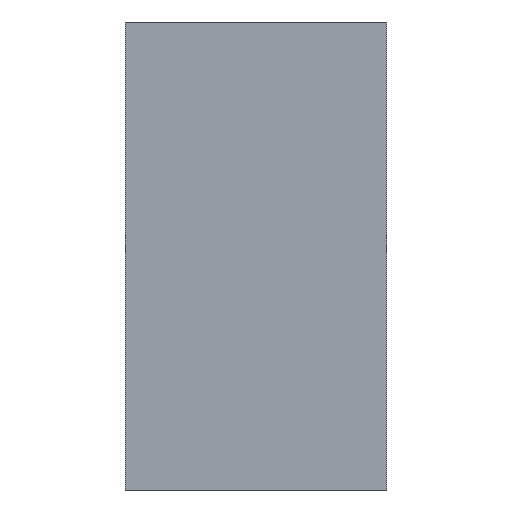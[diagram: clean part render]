
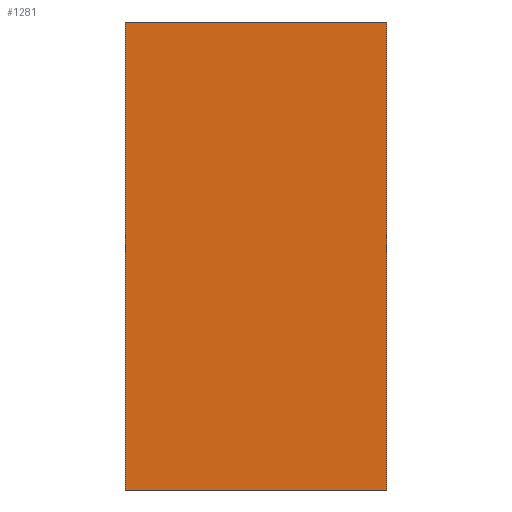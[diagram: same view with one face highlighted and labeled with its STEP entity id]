
A CAD part, front view. The second image highlights one B-rep face of the part: STEP entity #1281.
In plain terms, the highlighted planar face has unit normal (0, -1, 0).
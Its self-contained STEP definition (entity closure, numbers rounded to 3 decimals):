
#1281=ADVANCED_FACE('',(#1512),#1513,.F.);
#1512=FACE_OUTER_BOUND('',#1960,.T.);
#1513=PLANE('',#1961);
#1960=EDGE_LOOP('',(#7124,#7125,#7126,#7127));
#1961=AXIS2_PLACEMENT_3D('',#7128,#7129,#7130);
#7124=ORIENTED_EDGE('',*,*,#8708,.T.);
#7125=ORIENTED_EDGE('',*,*,#8705,.F.);
#7126=ORIENTED_EDGE('',*,*,#8709,.F.);
#7127=ORIENTED_EDGE('',*,*,#8703,.F.);
#7128=CARTESIAN_POINT('',(0.0,-47.5,0.0));
#7129=DIRECTION('',(0.0,1.0,-0.0));
#7130=DIRECTION('',(-0.0,0.0,1.0));
#8703=EDGE_CURVE('',#9223,#9218,#9225,.T.);
#8705=EDGE_CURVE('',#9227,#9229,#9230,.T.);
#8708=EDGE_CURVE('',#9223,#9229,#9234,.T.);
#8709=EDGE_CURVE('',#9218,#9227,#9235,.T.);
#9218=VERTEX_POINT('',#10080);
#9223=VERTEX_POINT('',#10087);
#9225=LINE('',#10090,#10091);
#9227=VERTEX_POINT('',#10093);
#9229=VERTEX_POINT('',#10096);
#9230=LINE('',#10097,#10098);
#9234=LINE('',#10104,#10105);
#9235=LINE('',#10106,#10107);
#10080=CARTESIAN_POINT('',(47.5,-47.5,85.0));
#10087=CARTESIAN_POINT('',(-47.5,-47.5,85.0));
#10090=CARTESIAN_POINT('',(0.0,-47.5,85.0));
#10091=VECTOR('',#12815,1.0);
#10093=CARTESIAN_POINT('',(47.5,-47.5,-85.0));
#10096=CARTESIAN_POINT('',(-47.5,-47.5,-85.0));
#10097=CARTESIAN_POINT('',(0.0,-47.5,-85.0));
#10098=VECTOR('',#12817,1.0);
#10104=CARTESIAN_POINT('',(-47.5,-47.5,0.0));
#10105=VECTOR('',#12820,1.0);
#10106=CARTESIAN_POINT('',(47.5,-47.5,0.0));
#10107=VECTOR('',#12821,1.0);
#12815=DIRECTION('',(1.0,0.0,0.0));
#12817=DIRECTION('',(-1.0,0.0,0.0));
#12820=DIRECTION('',(0.0,0.0,-1.0));
#12821=DIRECTION('',(0.0,0.0,-1.0));
